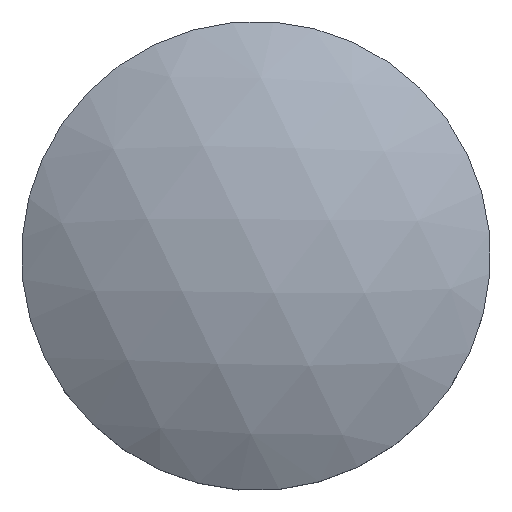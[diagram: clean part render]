
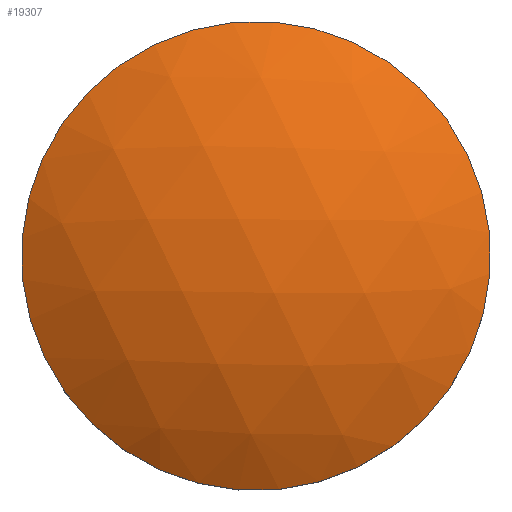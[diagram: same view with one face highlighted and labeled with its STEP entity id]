
A CAD part, top view. The second image highlights one B-rep face of the part: STEP entity #19307.
In plain terms, the highlighted spherical face has radius 1053.31 mm.
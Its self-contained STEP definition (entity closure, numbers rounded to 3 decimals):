
#142=SPHERICAL_SURFACE('',#21848,1053.306);
#3024=FACE_OUTER_BOUND('',#4840,.T.);
#4840=EDGE_LOOP('',(#17157));
#5999=CIRCLE('',#21846,550.);
#9765=VERTEX_POINT('',#38852);
#12229=EDGE_CURVE('',#9765,#9765,#5999,.T.);
#17157=ORIENTED_EDGE('',*,*,#12229,.F.);
#19307=ADVANCED_FACE('',(#3024),#142,.T.);
#21846=AXIS2_PLACEMENT_3D('',#38853,#27545,#27546);
#21848=AXIS2_PLACEMENT_3D('',#38855,#27549,#27550);
#27545=DIRECTION('center_axis',(0.,1.,0.));
#27546=DIRECTION('ref_axis',(-1.,0.,0.));
#27549=DIRECTION('center_axis',(0.,0.,1.));
#27550=DIRECTION('ref_axis',(1.,0.,0.));
#38852=CARTESIAN_POINT('',(-550.,-255.,0.));
#38853=CARTESIAN_POINT('Origin',(0.,-255.,0.));
#38855=CARTESIAN_POINT('Origin',(0.,643.306,0.));
